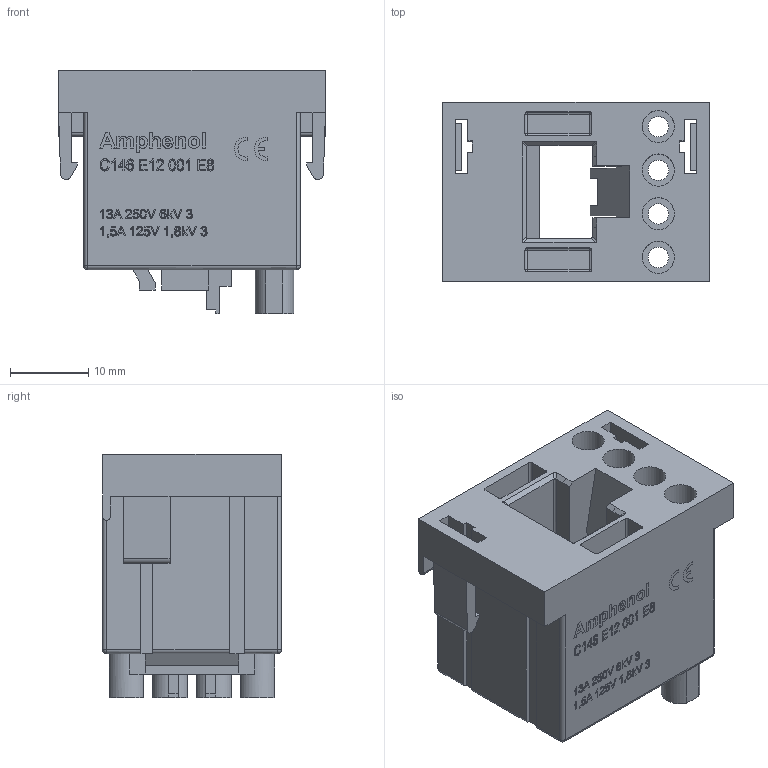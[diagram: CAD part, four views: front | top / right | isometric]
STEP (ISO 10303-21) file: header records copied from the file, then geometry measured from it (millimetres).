
FILE_DESCRIPTION(/* description */ (''),/* implementation_level */ '2;1');
FILE_NAME(/* name */ 'c146 e12 001 e8nxc001-02.stp',/* time_stamp */ '2021-04-26T12:48:28+02:00',/* author */ (''),/* organization */ (''),/* preprocessor_version */ 'ST-DEVELOPER v16.7',/* originating_system */ 'SIEMENS PLM Software NX 12.0',/* authorisation */ '');
FILE_SCHEMA (('AUTOMOTIVE_DESIGN { 1 0 10303 214 3 1 1 1 }'));
Length unit declared in the file: millimetre
Products named in the file (4): c146 e12 041 e8nxm001-03_26523ID; CE-ZEICHEN_3-01_26527ID; c146 e12 001 e8nxm001-03_SOLIDNX-ARRAGMNTdelivery condition; c146 e12 001 e8nxc001-02
Assembly tree (3 placements, depth 3):
  c146 e12 001 e8nxc001-02
    c146 e12 001 e8nxm001-03_SOLIDNX-ARRAGMNTdelivery condition
      CE-ZEICHEN_3-01_26527ID
      c146 e12 041 e8nxm001-03_26523ID
Bounding box: 34 x 22.8 x 31 mm (x, y, z)
Volume: 11263.3 mm3; surface area: 9285 mm2
Topology: 1 solids, 1 shells, 679 faces, 1769 edges, 1148 vertices
Faces by surface type: plane 447, extrusion 129, cylinder 83, sphere 16, bspline 4
Full cylindrical faces by diameter (mm): 2.6 x4, 3.5 x4, 4.1 x4
Entity records: 25716 total; most frequent: CARTESIAN_POINT 8763, ORIENTED_EDGE 3458, DIRECTION 2356, EDGE_CURVE 1729, VERTEX_POINT 1140, VECTOR 964, B_SPLINE_CURVE_WITH_KNOTS 875, LINE 835
